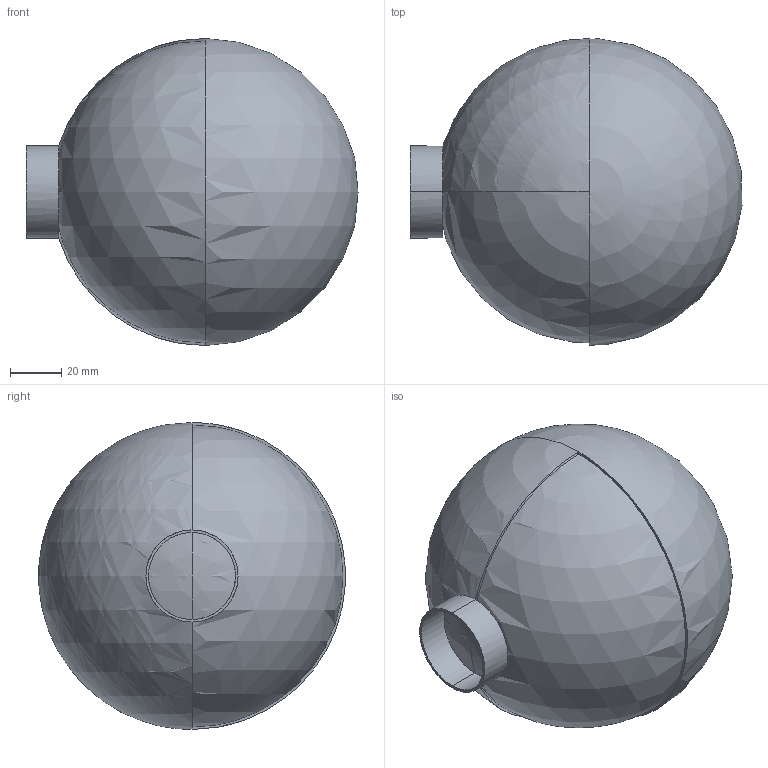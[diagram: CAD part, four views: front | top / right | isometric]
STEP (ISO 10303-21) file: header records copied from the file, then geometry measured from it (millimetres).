
FILE_DESCRIPTION(('CATIA V5 STEP'),'2;1');
FILE_NAME('HEAD_BACK.stp','2008-08-18T12:41:45+00:00',('none'),('none'),'CATIA Version 5 Release 19 SP 1 (IN-PROTO)','CATIA V5 STEP AP214','none');
FILE_SCHEMA(('AUTOMOTIVE_DESIGN { 1 0 10303 214 1 1 1 1 }'));
Length unit declared in the file: inch
Products named in the file (1): HEAD_BACK
Bounding box: 129.76 x 119.79 x 120 mm (x, y, z)
Volume: 880933.2 mm3; surface area: 71281.9 mm2
Topology: 1 solids, 1 shells, 12 faces, 28 edges, 12 vertices
Faces by surface type: sphere 6, cylinder 4, plane 2
Entity records: 590 total; most frequent: CARTESIAN_POINT 366, ORIENTED_EDGE 40, DIRECTION 30, EDGE_CURVE 20, AXIS2_PLACEMENT_3D 17, EDGE_LOOP 14, ADVANCED_FACE 12, FACE_OUTER_BOUND 12
